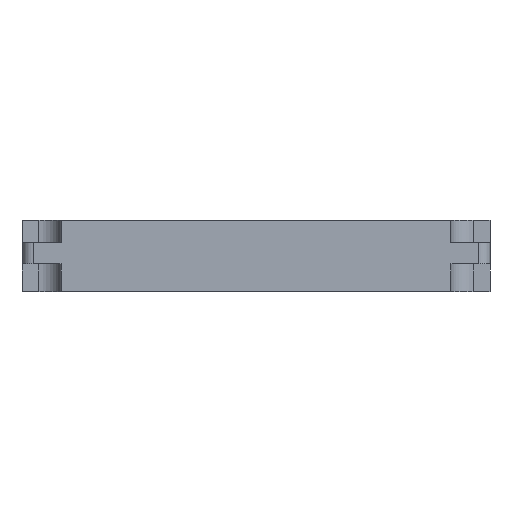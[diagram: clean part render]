
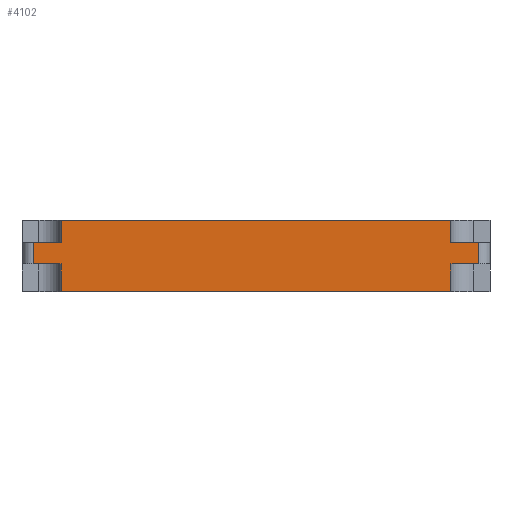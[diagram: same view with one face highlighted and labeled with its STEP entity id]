
A CAD part, front view. The second image highlights one B-rep face of the part: STEP entity #4102.
In plain terms, the highlighted planar face has unit normal (0, -1, 0).
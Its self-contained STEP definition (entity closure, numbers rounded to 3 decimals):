
#137 = VECTOR ( 'NONE', #2337, 1000. ) ;
#255 = CARTESIAN_POINT ( 'NONE',  ( -184.703, 1312.47, 12.8 ) ) ;
#297 = VERTEX_POINT ( 'NONE', #5870 ) ;
#378 = EDGE_CURVE ( 'NONE', #2610, #5312, #3387, .T. ) ;
#514 = CARTESIAN_POINT ( 'NONE',  ( -266.703, 1312.47, 12.8 ) ) ;
#690 = VERTEX_POINT ( 'NONE', #2144 ) ;
#788 = EDGE_CURVE ( 'NONE', #792, #297, #4951, .T. ) ;
#792 = VERTEX_POINT ( 'NONE', #3398 ) ;
#796 = LINE ( 'NONE', #1984, #4152 ) ;
#804 = VECTOR ( 'NONE', #6748, 1000. ) ;
#866 = DIRECTION ( 'NONE',  ( 0., 0., 1. ) ) ;
#995 = VECTOR ( 'NONE', #1931, 1000. ) ;
#1037 = EDGE_CURVE ( 'NONE', #6851, #5469, #3554, .T. ) ;
#1082 = PLANE ( 'NONE',  #1271 ) ;
#1178 = CARTESIAN_POINT ( 'NONE',  ( -266.703, 1312.47, 0. ) ) ;
#1208 = EDGE_CURVE ( 'NONE', #2610, #297, #796, .T. ) ;
#1271 = AXIS2_PLACEMENT_3D ( 'NONE', #5009, #1613, #6111 ) ;
#1297 = LINE ( 'NONE', #7205, #6219 ) ;
#1493 = VECTOR ( 'NONE', #5803, 1000. ) ;
#1613 = DIRECTION ( 'NONE',  ( 0., -1., 0. ) ) ;
#1742 = LINE ( 'NONE', #255, #7063 ) ;
#1759 = ORIENTED_EDGE ( 'NONE', *, *, #378, .F. ) ;
#1841 = VECTOR ( 'NONE', #6981, 1000. ) ;
#1889 = DIRECTION ( 'NONE',  ( 0., 0., 1. ) ) ;
#1931 = DIRECTION ( 'NONE',  ( 0., 0., 1. ) ) ;
#1984 = CARTESIAN_POINT ( 'NONE',  ( -189.703, 1312.47, 8.8 ) ) ;
#2020 = CARTESIAN_POINT ( 'NONE',  ( -259.703, 1312.47, 0. ) ) ;
#2038 = EDGE_CURVE ( 'NONE', #690, #5581, #2720, .T. ) ;
#2144 = CARTESIAN_POINT ( 'NONE',  ( -189.703, 1312.47, 0. ) ) ;
#2337 = DIRECTION ( 'NONE',  ( -1., 0., 0. ) ) ;
#2432 = CARTESIAN_POINT ( 'NONE',  ( -184.703, 1312.47, 5. ) ) ;
#2436 = DIRECTION ( 'NONE',  ( 0., 0., 1. ) ) ;
#2458 = CARTESIAN_POINT ( 'NONE',  ( -264.703, 1312.47, 1.8 ) ) ;
#2503 = FACE_OUTER_BOUND ( 'NONE', #4243, .T. ) ;
#2514 = DIRECTION ( 'NONE',  ( 0., 0., -1. ) ) ;
#2518 = VECTOR ( 'NONE', #2514, 1000. ) ;
#2610 = VERTEX_POINT ( 'NONE', #3567 ) ;
#2638 = EDGE_CURVE ( 'NONE', #3031, #5581, #5368, .T. ) ;
#2720 = LINE ( 'NONE', #5019, #3352 ) ;
#2887 = ORIENTED_EDGE ( 'NONE', *, *, #1208, .T. ) ;
#2955 = VERTEX_POINT ( 'NONE', #4529 ) ;
#2961 = CARTESIAN_POINT ( 'NONE',  ( -184.703, 1312.47, 5. ) ) ;
#3031 = VERTEX_POINT ( 'NONE', #2432 ) ;
#3254 = EDGE_CURVE ( 'NONE', #690, #6851, #6218, .T. ) ;
#3281 = VECTOR ( 'NONE', #1889, 1000. ) ;
#3352 = VECTOR ( 'NONE', #6123, 1000. ) ;
#3387 = LINE ( 'NONE', #5257, #6375 ) ;
#3398 = CARTESIAN_POINT ( 'NONE',  ( -259.703, 1312.47, 12.8 ) ) ;
#3550 = CARTESIAN_POINT ( 'NONE',  ( -264.703, 1312.47, 8.8 ) ) ;
#3554 = LINE ( 'NONE', #6960, #3281 ) ;
#3567 = CARTESIAN_POINT ( 'NONE',  ( -189.703, 1312.47, 8.8 ) ) ;
#3600 = CARTESIAN_POINT ( 'NONE',  ( -184.703, 1312.47, 8.8 ) ) ;
#3760 = ORIENTED_EDGE ( 'NONE', *, *, #3764, .T. ) ;
#3764 = EDGE_CURVE ( 'NONE', #2955, #5857, #6125, .T. ) ;
#3938 = ORIENTED_EDGE ( 'NONE', *, *, #1037, .F. ) ;
#3989 = CARTESIAN_POINT ( 'NONE',  ( -259.703, 1312.47, 8.8 ) ) ;
#4102 = ADVANCED_FACE ( 'NONE', ( #2503 ), #1082, .T. ) ;
#4152 = VECTOR ( 'NONE', #866, 1000. ) ;
#4243 = EDGE_LOOP ( 'NONE', ( #2887, #7295, #7290, #4895, #3760, #4522, #3938, #4700, #4840, #6258, #7175, #1759 ) ) ;
#4481 = LINE ( 'NONE', #3550, #1493 ) ;
#4522 = ORIENTED_EDGE ( 'NONE', *, *, #6481, .F. ) ;
#4529 = CARTESIAN_POINT ( 'NONE',  ( -264.703, 1312.47, 8.8 ) ) ;
#4700 = ORIENTED_EDGE ( 'NONE', *, *, #3254, .F. ) ;
#4706 = VERTEX_POINT ( 'NONE', #3989 ) ;
#4785 = DIRECTION ( 'NONE',  ( 1., 0., 0. ) ) ;
#4839 = EDGE_CURVE ( 'NONE', #4706, #792, #6292, .T. ) ;
#4840 = ORIENTED_EDGE ( 'NONE', *, *, #2038, .T. ) ;
#4895 = ORIENTED_EDGE ( 'NONE', *, *, #5330, .F. ) ;
#4951 = LINE ( 'NONE', #514, #804 ) ;
#5009 = CARTESIAN_POINT ( 'NONE',  ( -266.703, 1312.47, -85.357 ) ) ;
#5019 = CARTESIAN_POINT ( 'NONE',  ( -189.703, 1312.47, -9.899 ) ) ;
#5257 = CARTESIAN_POINT ( 'NONE',  ( -189.703, 1312.47, 8.8 ) ) ;
#5312 = VERTEX_POINT ( 'NONE', #3600 ) ;
#5330 = EDGE_CURVE ( 'NONE', #2955, #4706, #4481, .T. ) ;
#5368 = LINE ( 'NONE', #2961, #1841 ) ;
#5457 = CARTESIAN_POINT ( 'NONE',  ( -189.703, 1312.47, 5. ) ) ;
#5469 = VERTEX_POINT ( 'NONE', #5972 ) ;
#5581 = VERTEX_POINT ( 'NONE', #5457 ) ;
#5769 = CARTESIAN_POINT ( 'NONE',  ( -259.703, 1312.47, 8.8 ) ) ;
#5803 = DIRECTION ( 'NONE',  ( 1., 0., 0. ) ) ;
#5857 = VERTEX_POINT ( 'NONE', #6254 ) ;
#5870 = CARTESIAN_POINT ( 'NONE',  ( -189.703, 1312.47, 12.8 ) ) ;
#5947 = EDGE_CURVE ( 'NONE', #3031, #5312, #1742, .T. ) ;
#5972 = CARTESIAN_POINT ( 'NONE',  ( -259.703, 1312.47, 5. ) ) ;
#6111 = DIRECTION ( 'NONE',  ( 0., 0., -1. ) ) ;
#6123 = DIRECTION ( 'NONE',  ( 0., 0., 1. ) ) ;
#6125 = LINE ( 'NONE', #2458, #2518 ) ;
#6218 = LINE ( 'NONE', #1178, #137 ) ;
#6219 = VECTOR ( 'NONE', #7287, 1000. ) ;
#6254 = CARTESIAN_POINT ( 'NONE',  ( -264.703, 1312.47, 5. ) ) ;
#6258 = ORIENTED_EDGE ( 'NONE', *, *, #2638, .F. ) ;
#6292 = LINE ( 'NONE', #5769, #995 ) ;
#6375 = VECTOR ( 'NONE', #4785, 1000. ) ;
#6481 = EDGE_CURVE ( 'NONE', #5469, #5857, #1297, .T. ) ;
#6748 = DIRECTION ( 'NONE',  ( 1., 0., 0. ) ) ;
#6851 = VERTEX_POINT ( 'NONE', #2020 ) ;
#6960 = CARTESIAN_POINT ( 'NONE',  ( -259.703, 1312.47, -9.899 ) ) ;
#6981 = DIRECTION ( 'NONE',  ( -1., 0., 0. ) ) ;
#7063 = VECTOR ( 'NONE', #2436, 1000. ) ;
#7175 = ORIENTED_EDGE ( 'NONE', *, *, #5947, .T. ) ;
#7205 = CARTESIAN_POINT ( 'NONE',  ( -259.703, 1312.47, 5. ) ) ;
#7287 = DIRECTION ( 'NONE',  ( -1., 0., 0. ) ) ;
#7290 = ORIENTED_EDGE ( 'NONE', *, *, #4839, .F. ) ;
#7295 = ORIENTED_EDGE ( 'NONE', *, *, #788, .F. ) ;
